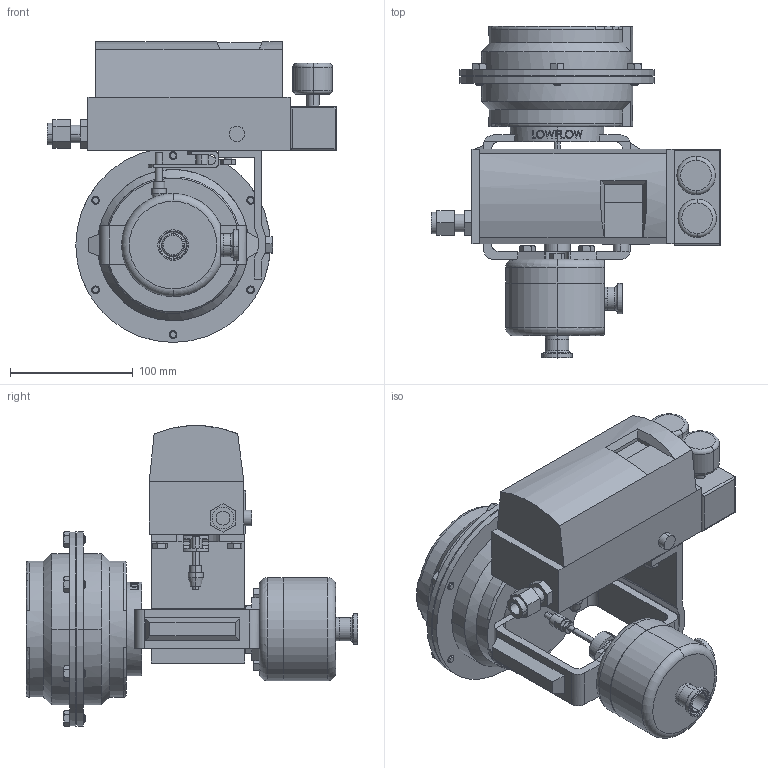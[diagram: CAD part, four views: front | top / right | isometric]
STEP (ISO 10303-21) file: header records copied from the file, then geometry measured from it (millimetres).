
FILE_DESCRIPTION (( 'STEP AP203' ), '1' );
FILE_NAME ('978SP-075-LF-JD-14M-16IQ.STEP', '2017-06-20T18:11:45', ( '' ), ( '' ), 'SwSTEP 2.0', 'SolidWorks 2014', '' );
FILE_SCHEMA (( 'CONFIG_CONTROL_DESIGN' ));
Length unit declared in the file: inch
Products named in the file (2): 978SP-075-LF-JD-14M-16IQ
Bounding box: 236.54 x 270.76 x 245.53 mm (x, y, z)
Volume: 2746957.3 mm3; surface area: 247226.2 mm2
Topology: 1 solids, 1 shells, 747 faces, 1846 edges, 1151 vertices
Faces by surface type: plane 350, cylinder 166, cone 144, bspline 54, torus 31, sphere 2
Entity records: 31799 total; most frequent: CARTESIAN_POINT 14418, ORIENTED_EDGE 3684, DIRECTION 3431, EDGE_CURVE 1842, AXIS2_PLACEMENT_3D 1265, VERTEX_POINT 1151, LINE 901, VECTOR 901
